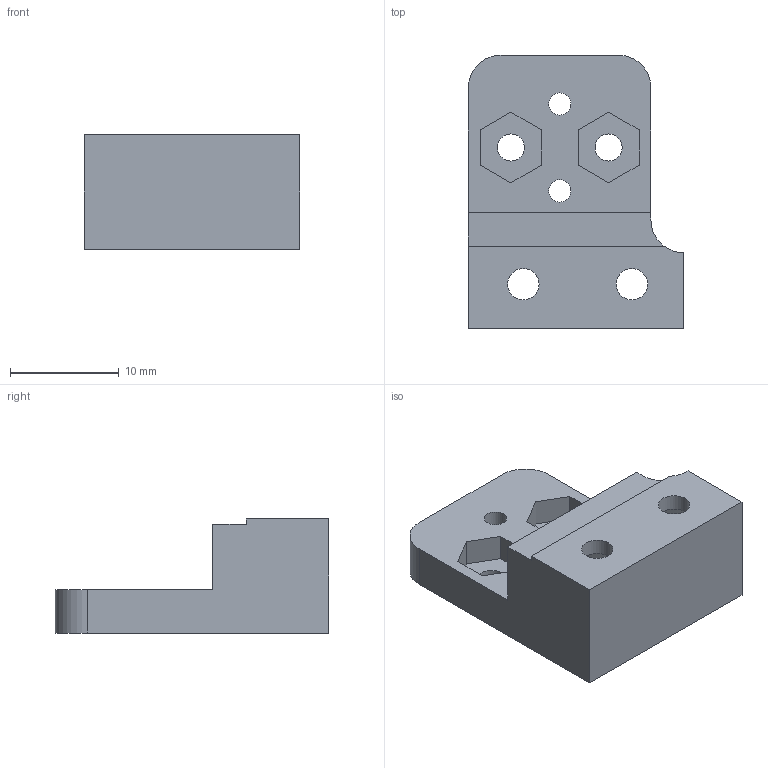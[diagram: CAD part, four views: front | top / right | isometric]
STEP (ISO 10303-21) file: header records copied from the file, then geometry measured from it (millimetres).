
FILE_DESCRIPTION(/* description */ (''),/* implementation_level */ '2;1');
FILE_NAME(/* name */ 'rail_base_to_rack_dynamixel v2.step',/* time_stamp */ '2023-11-03T00:15:07+09:00',/* author */ (''),/* organization */ (''),/* preprocessor_version */ 'ST-DEVELOPER v20',/* originating_system */ 'Autodesk Translation Framework v12.14.0.127',/* authorisation */ '');
FILE_SCHEMA (('AUTOMOTIVE_DESIGN { 1 0 10303 214 3 1 1 }'));
Length unit declared in the file: millimetre
Products named in the file (1): rail_base_to_rack_dynamixel
Bounding box: 19.8 x 25.21 x 10.5 mm (x, y, z)
Volume: 2238.3 mm3; surface area: 2163.2 mm2
Topology: 1 solids, 1 shells, 52 faces, 132 edges, 88 vertices
Faces by surface type: plane 41, cylinder 11
Full cylindrical faces by diameter (mm): 2.05 x2, 2.5 x2, 2.9 x2, 4 x2
Entity records: 1623 total; most frequent: CARTESIAN_POINT 273, ORIENTED_EDGE 264, DIRECTION 261, EDGE_CURVE 132, LINE 109, VECTOR 109, VERTEX_POINT 88, AXIS2_PLACEMENT_3D 76
